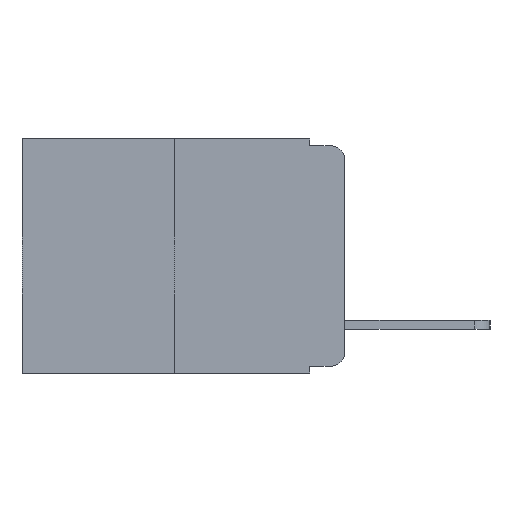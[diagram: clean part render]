
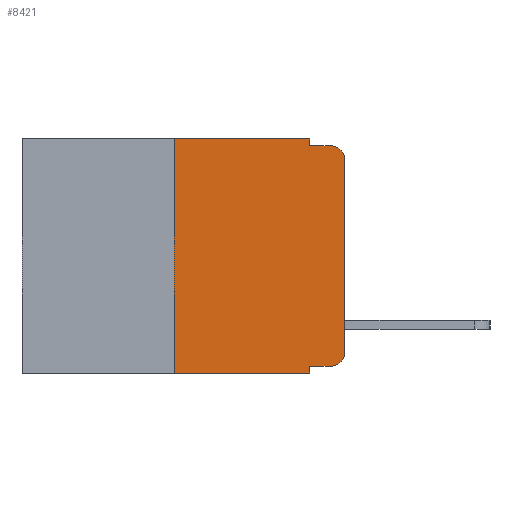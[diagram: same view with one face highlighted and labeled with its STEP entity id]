
A CAD part, left-side view. The second image highlights one B-rep face of the part: STEP entity #8421.
In plain terms, the highlighted planar face has unit normal (-1, 0, 0).
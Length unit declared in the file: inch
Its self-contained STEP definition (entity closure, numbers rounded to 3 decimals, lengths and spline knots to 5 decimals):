
#3 = VERTEX_POINT ( 'NONE', #6836 ) ;
#5 = FACE_OUTER_BOUND ( 'NONE', #9832, .T. ) ;
#30 = VECTOR ( 'NONE', #5201, 39.37008 ) ;
#577 = PLANE ( 'NONE',  #7424 ) ;
#642 = EDGE_CURVE ( 'NONE', #9879, #3, #8880, .T. ) ;
#690 = LINE ( 'NONE', #8718, #3001 ) ;
#827 = CARTESIAN_POINT ( 'NONE',  ( 0., 0.051, -0.333 ) ) ;
#891 = CARTESIAN_POINT ( 'NONE',  ( 0., 0.02, -0.333 ) ) ;
#937 = VERTEX_POINT ( 'NONE', #2382 ) ;
#980 = CARTESIAN_POINT ( 'NONE',  ( 0., 0.02, -0.03 ) ) ;
#1037 = EDGE_CURVE ( 'NONE', #5257, #8960, #3516, .T. ) ;
#1044 = LINE ( 'NONE', #5757, #6878 ) ;
#1318 = ORIENTED_EDGE ( 'NONE', *, *, #4017, .T. ) ;
#1418 = LINE ( 'NONE', #3770, #2831 ) ;
#1527 = AXIS2_PLACEMENT_3D ( 'NONE', #4131, #9713, #2649 ) ;
#1542 = DIRECTION ( 'NONE',  ( 0., 0., -1. ) ) ;
#1629 = DIRECTION ( 'NONE',  ( 0., -1., 0. ) ) ;
#1729 = VECTOR ( 'NONE', #3111, 39.37008 ) ;
#1836 = ORIENTED_EDGE ( 'NONE', *, *, #642, .T. ) ;
#1895 = CARTESIAN_POINT ( 'NONE',  ( 0., 0.051, -0.343 ) ) ;
#2218 = ORIENTED_EDGE ( 'NONE', *, *, #7722, .T. ) ;
#2237 = LINE ( 'NONE', #3014, #9613 ) ;
#2250 = LINE ( 'NONE', #6938, #30 ) ;
#2382 = CARTESIAN_POINT ( 'NONE',  ( 0., 0.25, 0. ) ) ;
#2486 = CARTESIAN_POINT ( 'NONE',  ( 0., 0.051, -0.01 ) ) ;
#2649 = DIRECTION ( 'NONE',  ( 0., 0., -1. ) ) ;
#2729 = CARTESIAN_POINT ( 'NONE',  ( 0., 0., -0.03 ) ) ;
#2831 = VECTOR ( 'NONE', #3818, 39.37008 ) ;
#2994 = EDGE_CURVE ( 'NONE', #5134, #8960, #2250, .T. ) ;
#3001 = VECTOR ( 'NONE', #1629, 39.37008 ) ;
#3014 = CARTESIAN_POINT ( 'NONE',  ( 0., 0.051, 0. ) ) ;
#3021 = EDGE_CURVE ( 'NONE', #3, #5257, #1418, .T. ) ;
#3097 = EDGE_CURVE ( 'NONE', #937, #8363, #690, .T. ) ;
#3111 = DIRECTION ( 'NONE',  ( 0., -1., 0. ) ) ;
#3277 = CARTESIAN_POINT ( 'NONE',  ( 0., 0.051, -0.333 ) ) ;
#3393 = EDGE_CURVE ( 'NONE', #9923, #8138, #9962, .T. ) ;
#3516 = CIRCLE ( 'NONE', #6840, 0.02 ) ;
#3694 = EDGE_CURVE ( 'NONE', #6465, #937, #1044, .T. ) ;
#3753 = CARTESIAN_POINT ( 'NONE',  ( 0., 0.473, 0. ) ) ;
#3770 = CARTESIAN_POINT ( 'NONE',  ( 0., 0., 0. ) ) ;
#3818 = DIRECTION ( 'NONE',  ( 0., 0., 1. ) ) ;
#3821 = ORIENTED_EDGE ( 'NONE', *, *, #3097, .F. ) ;
#4017 = EDGE_CURVE ( 'NONE', #9923, #9879, #7172, .T. ) ;
#4131 = CARTESIAN_POINT ( 'NONE',  ( 0., 0.02, -0.313 ) ) ;
#4567 = CARTESIAN_POINT ( 'NONE',  ( 0., 0.02, -0.01 ) ) ;
#5134 = VERTEX_POINT ( 'NONE', #2486 ) ;
#5201 = DIRECTION ( 'NONE',  ( 0., -1., 0. ) ) ;
#5257 = VERTEX_POINT ( 'NONE', #2729 ) ;
#5297 = DIRECTION ( 'NONE',  ( 0., 0., -1. ) ) ;
#5446 = DIRECTION ( 'NONE',  ( 0., 0., -1. ) ) ;
#5481 = DIRECTION ( 'NONE',  ( -1., 0., 0. ) ) ;
#5757 = CARTESIAN_POINT ( 'NONE',  ( 0., 0.25, 0. ) ) ;
#6011 = ORIENTED_EDGE ( 'NONE', *, *, #8438, .F. ) ;
#6129 = DIRECTION ( 'NONE',  ( 1., 0., 0. ) ) ;
#6185 = ORIENTED_EDGE ( 'NONE', *, *, #3393, .F. ) ;
#6238 = DIRECTION ( 'NONE',  ( 0., 0., -1. ) ) ;
#6465 = VERTEX_POINT ( 'NONE', #8277 ) ;
#6552 = DIRECTION ( 'NONE',  ( 0., -1., 0. ) ) ;
#6571 = ORIENTED_EDGE ( 'NONE', *, *, #3694, .F. ) ;
#6836 = CARTESIAN_POINT ( 'NONE',  ( 0., 0., -0.313 ) ) ;
#6840 = AXIS2_PLACEMENT_3D ( 'NONE', #980, #5481, #1542 ) ;
#6878 = VECTOR ( 'NONE', #7490, 39.37008 ) ;
#6938 = CARTESIAN_POINT ( 'NONE',  ( 0., 0.051, -0.01 ) ) ;
#7172 = LINE ( 'NONE', #827, #1729 ) ;
#7424 = AXIS2_PLACEMENT_3D ( 'NONE', #3753, #6129, #6238 ) ;
#7490 = DIRECTION ( 'NONE',  ( 0., 0., 1. ) ) ;
#7590 = LINE ( 'NONE', #8377, #10256 ) ;
#7722 = EDGE_CURVE ( 'NONE', #6465, #8138, #7590, .T. ) ;
#8138 = VERTEX_POINT ( 'NONE', #1895 ) ;
#8177 = ORIENTED_EDGE ( 'NONE', *, *, #2994, .F. ) ;
#8277 = CARTESIAN_POINT ( 'NONE',  ( 0., 0.25, -0.343 ) ) ;
#8363 = VERTEX_POINT ( 'NONE', #8780 ) ;
#8377 = CARTESIAN_POINT ( 'NONE',  ( 0., 0.473, -0.343 ) ) ;
#8421 = ADVANCED_FACE ( 'NONE', ( #5 ), #577, .F. ) ;
#8438 = EDGE_CURVE ( 'NONE', #8363, #5134, #2237, .T. ) ;
#8718 = CARTESIAN_POINT ( 'NONE',  ( 0., 0.473, 0. ) ) ;
#8780 = CARTESIAN_POINT ( 'NONE',  ( 0., 0.051, 0. ) ) ;
#8880 = CIRCLE ( 'NONE', #1527, 0.02 ) ;
#8960 = VERTEX_POINT ( 'NONE', #4567 ) ;
#9613 = VECTOR ( 'NONE', #5446, 39.37008 ) ;
#9709 = ORIENTED_EDGE ( 'NONE', *, *, #3021, .T. ) ;
#9713 = DIRECTION ( 'NONE',  ( -1., 0., 0. ) ) ;
#9832 = EDGE_LOOP ( 'NONE', ( #9709, #10236, #8177, #6011, #3821, #6571, #2218, #6185, #1318, #1836 ) ) ;
#9879 = VERTEX_POINT ( 'NONE', #891 ) ;
#9888 = VECTOR ( 'NONE', #5297, 39.37008 ) ;
#9923 = VERTEX_POINT ( 'NONE', #3277 ) ;
#9962 = LINE ( 'NONE', #10062, #9888 ) ;
#10062 = CARTESIAN_POINT ( 'NONE',  ( 0., 0.051, 0. ) ) ;
#10236 = ORIENTED_EDGE ( 'NONE', *, *, #1037, .T. ) ;
#10256 = VECTOR ( 'NONE', #6552, 39.37008 ) ;
